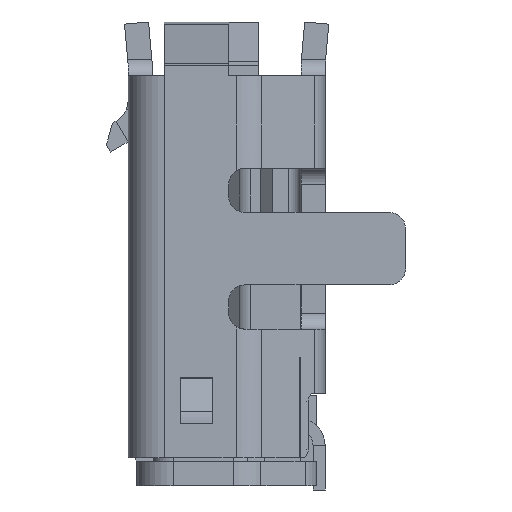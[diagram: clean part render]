
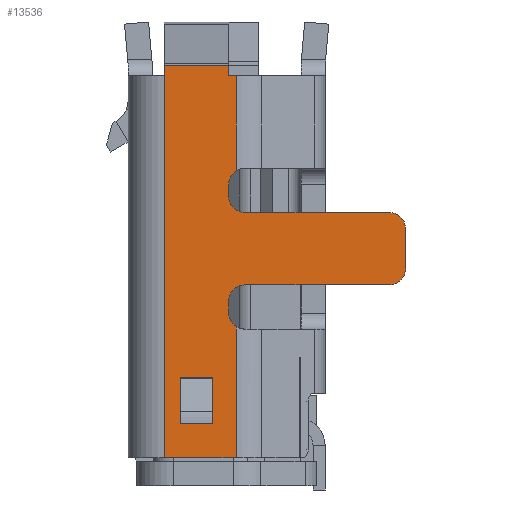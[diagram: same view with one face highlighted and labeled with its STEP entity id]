
A CAD part, left-side view. The second image highlights one B-rep face of the part: STEP entity #13536.
In plain terms, the highlighted planar face has unit normal (-1, 0, 0).
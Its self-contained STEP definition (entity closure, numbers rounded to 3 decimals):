
#242=CARTESIAN_POINT('',(-3.75,-0.21,3.45));
#243=DIRECTION('',(1.,0.,0.));
#244=DIRECTION('',(0.,1.,0.));
#245=AXIS2_PLACEMENT_3D('',#242,#243,#244);
#337=CARTESIAN_POINT('',(-3.75,-2.01,2.4));
#338=DIRECTION('',(-1.,0.,0.));
#339=DIRECTION('',(0.,0.,-1.));
#340=AXIS2_PLACEMENT_3D('',#337,#338,#339);
#342=DIRECTION('',(0.,-1.,0.));
#343=VECTOR('',#342,1.8);
#344=CARTESIAN_POINT('',(-3.75,-0.21,2.2));
#345=LINE('',#344,#343);
#346=DIRECTION('',(0.,0.,-1.));
#347=VECTOR('',#346,0.15);
#348=CARTESIAN_POINT('',(-3.75,-0.01,2.));
#349=LINE('',#348,#347);
#350=DIRECTION('',(0.,-1.,0.));
#351=VECTOR('',#350,0.894);
#352=CARTESIAN_POINT('',(-3.75,0.79,0.05));
#353=LINE('',#352,#351);
#354=DIRECTION('',(0.,0.,1.));
#355=VECTOR('',#354,0.126);
#356=CARTESIAN_POINT('',(-3.75,0.79,4.8));
#357=LINE('',#356,#355);
#358=DIRECTION('',(0.,0.,-1.));
#359=VECTOR('',#358,0.126);
#360=CARTESIAN_POINT('',(-3.75,-0.011,4.926));
#361=LINE('',#360,#359);
#362=DIRECTION('',(0.,1.,0.));
#363=VECTOR('',#362,0.093);
#364=CARTESIAN_POINT('',(-3.75,-0.104,4.8));
#365=LINE('',#364,#363);
#366=DIRECTION('',(0.,0.,-1.));
#367=VECTOR('',#366,0.15);
#368=CARTESIAN_POINT('',(-3.75,-0.01,3.45));
#369=LINE('',#368,#367);
#370=DIRECTION('',(0.,1.,0.));
#371=VECTOR('',#370,1.8);
#372=CARTESIAN_POINT('',(-3.75,-2.01,3.1));
#373=LINE('',#372,#371);
#374=CARTESIAN_POINT('',(-3.75,-2.01,2.9));
#375=DIRECTION('',(-1.,0.,0.));
#376=DIRECTION('',(0.,-1.,0.));
#377=AXIS2_PLACEMENT_3D('',#374,#375,#376);
#379=DIRECTION('',(0.,0.,1.));
#380=VECTOR('',#379,0.5);
#381=CARTESIAN_POINT('',(-3.75,-2.21,2.4));
#382=LINE('',#381,#380);
#383=DIRECTION('',(0.,-1.,0.));
#384=VECTOR('',#383,0.4);
#385=CARTESIAN_POINT('',(-3.75,0.59,1.05));
#386=LINE('',#385,#384);
#387=DIRECTION('',(0.,0.,1.));
#388=VECTOR('',#387,0.5);
#389=CARTESIAN_POINT('',(-3.75,0.59,0.55));
#390=LINE('',#389,#388);
#391=DIRECTION('',(0.,0.,1.));
#392=VECTOR('',#391,0.072);
#393=CARTESIAN_POINT('',(-3.75,0.59,0.478));
#394=LINE('',#393,#392);
#395=DIRECTION('',(0.,0.,1.));
#396=VECTOR('',#395,0.072);
#397=CARTESIAN_POINT('',(-3.75,0.19,0.478));
#398=LINE('',#397,#396);
#399=DIRECTION('',(0.,0.,-1.));
#400=VECTOR('',#399,0.5);
#401=CARTESIAN_POINT('',(-3.75,0.19,1.05));
#402=LINE('',#401,#400);
#411=CARTESIAN_POINT('',(-3.75,-0.21,2.));
#412=DIRECTION('',(1.,0.,0.));
#413=DIRECTION('',(0.,1.,0.));
#414=AXIS2_PLACEMENT_3D('',#411,#412,#413);
#439=CARTESIAN_POINT('',(-3.75,-0.104,1.681));
#441=CARTESIAN_POINT('',(-3.75,-0.21,1.85));
#442=DIRECTION('',(1.,0.,0.));
#443=DIRECTION('',(0.,0.532,-0.847));
#444=AXIS2_PLACEMENT_3D('',#441,#442,#443);
#480=DIRECTION('',(0.,0.,-1.));
#481=VECTOR('',#480,1.6);
#482=CARTESIAN_POINT('',(-3.75,-0.104,1.65));
#483=LINE('',#482,#481);
#484=DIRECTION('',(0.,0.,-1.));
#485=VECTOR('',#484,0.031);
#486=CARTESIAN_POINT('',(-3.75,-0.104,1.681));
#487=LINE('',#486,#485);
#1058=DIRECTION('',(0.,0.,-1.));
#1059=VECTOR('',#1058,0.031);
#1060=CARTESIAN_POINT('',(-3.75,-0.104,3.65));
#1061=LINE('',#1060,#1059);
#1062=DIRECTION('',(0.,0.,-1.));
#1063=VECTOR('',#1062,1.15);
#1064=CARTESIAN_POINT('',(-3.75,-0.104,4.8));
#1065=LINE('',#1064,#1063);
#1146=DIRECTION('',(0.,1.,0.));
#1147=VECTOR('',#1146,0.801);
#1148=CARTESIAN_POINT('',(-3.75,-0.011,4.926));
#1149=LINE('',#1148,#1147);
#1171=DIRECTION('',(0.,0.,-1.));
#1172=VECTOR('',#1171,4.75);
#1173=CARTESIAN_POINT('',(-3.75,0.79,4.8));
#1174=LINE('',#1173,#1172);
#8559=CARTESIAN_POINT('',(-3.75,-0.21,3.3));
#8560=DIRECTION('',(1.,0.,0.));
#8561=DIRECTION('',(0.,0.,-1.));
#8562=AXIS2_PLACEMENT_3D('',#8559,#8560,#8561);
#8611=DIRECTION('',(0.,-1.,0.));
#8612=VECTOR('',#8611,0.4);
#8613=CARTESIAN_POINT('',(-3.75,0.59,0.478));
#8614=LINE('',#8613,#8612);
#10710=CARTESIAN_POINT('',(-3.75,0.79,0.05));
#10711=CARTESIAN_POINT('',(-3.75,-0.104,0.05));
#10712=VERTEX_POINT('',#10710);
#10713=VERTEX_POINT('',#10711);
#10762=CARTESIAN_POINT('',(-3.75,-0.011,4.8));
#10764=VERTEX_POINT('',#10762);
#10766=CARTESIAN_POINT('',(-3.75,-0.104,4.8));
#10767=VERTEX_POINT('',#10766);
#10792=CARTESIAN_POINT('',(-3.75,0.79,4.926));
#10793=VERTEX_POINT('',#10792);
#10794=CARTESIAN_POINT('',(-3.75,-0.011,4.926));
#10795=VERTEX_POINT('',#10794);
#10796=CARTESIAN_POINT('',(-3.75,0.79,4.8));
#10797=VERTEX_POINT('',#10796);
#10854=CARTESIAN_POINT('',(-3.75,0.59,1.05));
#10855=CARTESIAN_POINT('',(-3.75,0.19,1.05));
#10856=VERTEX_POINT('',#10854);
#10857=VERTEX_POINT('',#10855);
#10858=CARTESIAN_POINT('',(-3.75,0.19,0.55));
#10859=VERTEX_POINT('',#10858);
#10860=CARTESIAN_POINT('',(-3.75,0.59,0.55));
#10861=VERTEX_POINT('',#10860);
#10864=CARTESIAN_POINT('',(-3.75,0.19,0.478));
#10865=VERTEX_POINT('',#10864);
#10868=CARTESIAN_POINT('',(-3.75,0.59,0.478));
#10869=VERTEX_POINT('',#10868);
#12474=CARTESIAN_POINT('',(-3.75,-0.01,2.));
#12476=VERTEX_POINT('',#12474);
#12478=CARTESIAN_POINT('',(-3.75,-0.21,2.2));
#12480=VERTEX_POINT('',#12478);
#12482=CARTESIAN_POINT('',(-3.75,-0.21,3.1));
#12484=VERTEX_POINT('',#12482);
#12486=CARTESIAN_POINT('',(-3.75,-0.01,3.3));
#12488=VERTEX_POINT('',#12486);
#12530=CARTESIAN_POINT('',(-3.75,-0.01,3.45));
#12531=VERTEX_POINT('',#12530);
#12534=CARTESIAN_POINT('',(-3.75,-0.01,1.85));
#12535=VERTEX_POINT('',#12534);
#12546=VERTEX_POINT('',#439);
#12548=CARTESIAN_POINT('',(-3.75,-0.104,3.619));
#12549=VERTEX_POINT('',#12548);
#12552=CARTESIAN_POINT('',(-3.75,-0.104,3.65));
#12553=VERTEX_POINT('',#12552);
#12554=CARTESIAN_POINT('',(-3.75,-0.104,1.65));
#12555=VERTEX_POINT('',#12554);
#12580=CARTESIAN_POINT('',(-3.75,-2.01,2.2));
#12581=CARTESIAN_POINT('',(-3.75,-2.21,2.4));
#12582=VERTEX_POINT('',#12580);
#12583=VERTEX_POINT('',#12581);
#12588=CARTESIAN_POINT('',(-3.75,-2.21,2.9));
#12589=CARTESIAN_POINT('',(-3.75,-2.01,3.1));
#12590=VERTEX_POINT('',#12588);
#12591=VERTEX_POINT('',#12589);
#13475=CARTESIAN_POINT('',(-3.75,1.24,0.05));
#13476=DIRECTION('',(-1.,0.,0.));
#13477=DIRECTION('',(0.,0.,-1.));
#13478=AXIS2_PLACEMENT_3D('',#13475,#13476,#13477);
#13479=PLANE('',#13478);
#13480=ORIENTED_EDGE('',*,*,#13465,.F.);
#13482=ORIENTED_EDGE('',*,*,#13481,.F.);
#13484=ORIENTED_EDGE('',*,*,#13483,.F.);
#13486=ORIENTED_EDGE('',*,*,#13485,.T.);
#13488=ORIENTED_EDGE('',*,*,#13487,.F.);
#13490=ORIENTED_EDGE('',*,*,#13489,.T.);
#13492=ORIENTED_EDGE('',*,*,#13491,.T.);
#13494=ORIENTED_EDGE('',*,*,#13493,.F.);
#13496=ORIENTED_EDGE('',*,*,#13495,.F.);
#13498=ORIENTED_EDGE('',*,*,#13497,.T.);
#13500=ORIENTED_EDGE('',*,*,#13499,.F.);
#13502=ORIENTED_EDGE('',*,*,#13501,.T.);
#13504=ORIENTED_EDGE('',*,*,#13503,.F.);
#13506=ORIENTED_EDGE('',*,*,#13505,.T.);
#13508=ORIENTED_EDGE('',*,*,#13507,.T.);
#13509=ORIENTED_EDGE('',*,*,#13375,.F.);
#13511=ORIENTED_EDGE('',*,*,#13510,.T.);
#13513=ORIENTED_EDGE('',*,*,#13512,.F.);
#13515=ORIENTED_EDGE('',*,*,#13514,.F.);
#13517=ORIENTED_EDGE('',*,*,#13516,.F.);
#13519=ORIENTED_EDGE('',*,*,#13518,.F.);
#13520=EDGE_LOOP('',(#13480,#13482,#13484,#13486,#13488,#13490,#13492,#13494,
#13496,#13498,#13500,#13502,#13504,#13506,#13508,#13509,#13511,#13513,#13515,
#13517,#13519));
#13521=FACE_OUTER_BOUND('',#13520,.F.);
#13523=ORIENTED_EDGE('',*,*,#13522,.F.);
#13525=ORIENTED_EDGE('',*,*,#13524,.F.);
#13527=ORIENTED_EDGE('',*,*,#13526,.F.);
#13529=ORIENTED_EDGE('',*,*,#13528,.T.);
#13531=ORIENTED_EDGE('',*,*,#13530,.T.);
#13533=ORIENTED_EDGE('',*,*,#13532,.F.);
#13534=EDGE_LOOP('',(#13523,#13525,#13527,#13529,#13531,#13533));
#13535=FACE_BOUND('',#13534,.F.);
#246=CIRCLE('',#245,0.2);
#341=CIRCLE('',#340,0.2);
#378=CIRCLE('',#377,0.2);
#415=CIRCLE('',#414,0.2);
#445=CIRCLE('',#444,0.2);
#8563=CIRCLE('',#8562,0.2);
#13375=EDGE_CURVE('',#12531,#12549,#246,.T.);
#13465=EDGE_CURVE('',#12582,#12583,#341,.T.);
#13481=EDGE_CURVE('',#12480,#12582,#345,.T.);
#13483=EDGE_CURVE('',#12476,#12480,#415,.T.);
#13485=EDGE_CURVE('',#12476,#12535,#349,.T.);
#13487=EDGE_CURVE('',#12546,#12535,#445,.T.);
#13489=EDGE_CURVE('',#12546,#12555,#487,.T.);
#13491=EDGE_CURVE('',#12555,#10713,#483,.T.);
#13493=EDGE_CURVE('',#10712,#10713,#353,.T.);
#13495=EDGE_CURVE('',#10797,#10712,#1174,.T.);
#13497=EDGE_CURVE('',#10797,#10793,#357,.T.);
#13499=EDGE_CURVE('',#10795,#10793,#1149,.T.);
#13501=EDGE_CURVE('',#10795,#10764,#361,.T.);
#13503=EDGE_CURVE('',#10767,#10764,#365,.T.);
#13505=EDGE_CURVE('',#10767,#12553,#1065,.T.);
#13507=EDGE_CURVE('',#12553,#12549,#1061,.T.);
#13510=EDGE_CURVE('',#12531,#12488,#369,.T.);
#13512=EDGE_CURVE('',#12484,#12488,#8563,.T.);
#13514=EDGE_CURVE('',#12591,#12484,#373,.T.);
#13516=EDGE_CURVE('',#12590,#12591,#378,.T.);
#13518=EDGE_CURVE('',#12583,#12590,#382,.T.);
#13522=EDGE_CURVE('',#10856,#10857,#386,.T.);
#13524=EDGE_CURVE('',#10861,#10856,#390,.T.);
#13526=EDGE_CURVE('',#10869,#10861,#394,.T.);
#13528=EDGE_CURVE('',#10869,#10865,#8614,.T.);
#13530=EDGE_CURVE('',#10865,#10859,#398,.T.);
#13532=EDGE_CURVE('',#10857,#10859,#402,.T.);
#13536=ADVANCED_FACE('',(#13521,#13535),#13479,.T.);
